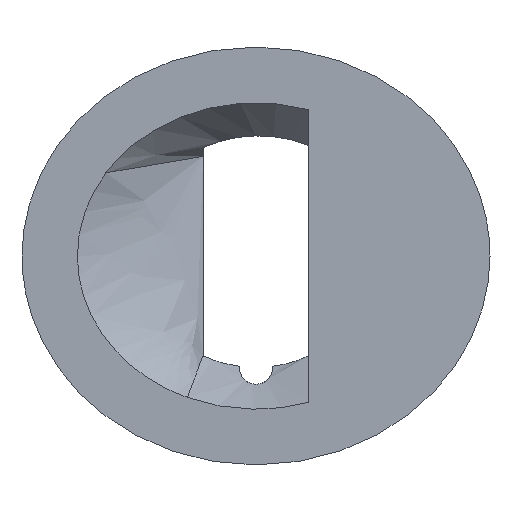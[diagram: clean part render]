
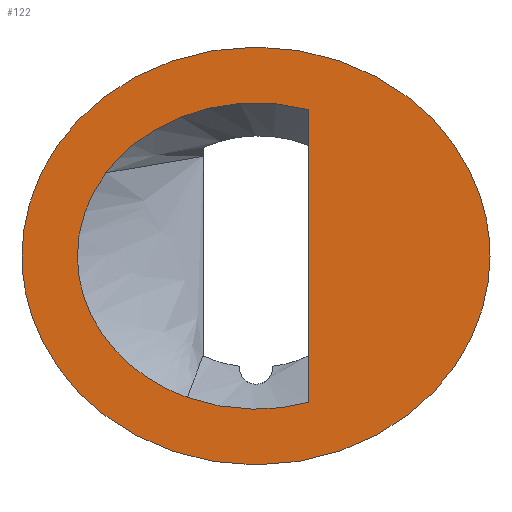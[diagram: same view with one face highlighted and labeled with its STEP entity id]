
A CAD part, front view. The second image highlights one B-rep face of the part: STEP entity #122.
In plain terms, the highlighted planar face has unit normal (0, -1, 0).
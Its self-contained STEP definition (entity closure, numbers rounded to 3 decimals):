
#27 = CARTESIAN_POINT ( 'NONE',  ( 21., 0., 37.5 ) ) ;
#31 = CARTESIAN_POINT ( 'NONE',  ( 21., 0., 0. ) ) ;
#65 = ORIENTED_EDGE ( 'NONE', *, *, #1093, .F. ) ;
#122 = ADVANCED_FACE ( 'NONE', ( #1616, #1192 ), #1042, .F. ) ;
#147 = VERTEX_POINT ( 'NONE', #1687 ) ;
#158 = CARTESIAN_POINT ( 'NONE',  ( -19.313, 0., -0.302 ) ) ;
#168 = CARTESIAN_POINT ( 'NONE',  ( -13.463, 0., 7.464 ) ) ;
#192 = CARTESIAN_POINT ( 'NONE',  ( -16.118, 0., -9.132 ) ) ;
#205 = CARTESIAN_POINT ( 'NONE',  ( -6.17, 0., -12.691 ) ) ;
#240 =( BOUNDED_CURVE ( )  B_SPLINE_CURVE ( 3, ( #1828, #1711, #27, #31 ),
 .UNSPECIFIED., .F., .F. ) 
 B_SPLINE_CURVE_WITH_KNOTS ( ( 4, 4 ),
 ( 3.142, 6.283 ),
 .UNSPECIFIED. ) 
 CURVE ( )  GEOMETRIC_REPRESENTATION_ITEM ( )  RATIONAL_B_SPLINE_CURVE ( ( 1., 0.333, 0.333, 1. ) ) 
 REPRESENTATION_ITEM ( '' )  );
#245 = VERTEX_POINT ( 'NONE', #1173 ) ;
#280 =( BOUNDED_CURVE ( )  B_SPLINE_CURVE ( 3, ( #168, #158, #192, #205 ),
 .UNSPECIFIED., .F., .F. ) 
 B_SPLINE_CURVE_WITH_KNOTS ( ( 4, 4 ),
 ( 5.709, 7.459 ),
 .UNSPECIFIED. ) 
 CURVE ( )  GEOMETRIC_REPRESENTATION_ITEM ( )  RATIONAL_B_SPLINE_CURVE ( ( 1., 0.761, 0.761, 1. ) ) 
 REPRESENTATION_ITEM ( '' )  );
#308 = EDGE_CURVE ( 'NONE', #1957, #1416, #1044, .T. ) ;
#474 = ORIENTED_EDGE ( 'NONE', *, *, #1057, .F. ) ;
#504 = CARTESIAN_POINT ( 'NONE',  ( 21., 0., -37.5 ) ) ;
#509 = CARTESIAN_POINT ( 'NONE',  ( 21., 0., 0. ) ) ;
#526 = CARTESIAN_POINT ( 'NONE',  ( -21., 0., -37.5 ) ) ;
#531 = CARTESIAN_POINT ( 'NONE',  ( -21., 0., 0. ) ) ;
#596 = EDGE_CURVE ( 'NONE', #1405, #1269, #240, .T. ) ;
#612 = CARTESIAN_POINT ( 'NONE',  ( 4.75, 0., 13.133 ) ) ;
#628 = CARTESIAN_POINT ( 'NONE',  ( -2.385, 0., 15.032 ) ) ;
#633 = CARTESIAN_POINT ( 'NONE',  ( -9.408, 0., 12.846 ) ) ;
#643 = EDGE_LOOP ( 'NONE', ( #1401, #1043 ) ) ;
#644 = EDGE_CURVE ( 'NONE', #1269, #1405, #801, .T. ) ;
#645 = CARTESIAN_POINT ( 'NONE',  ( -13.463, 0., 7.464 ) ) ;
#801 =( BOUNDED_CURVE ( )  B_SPLINE_CURVE ( 3, ( #509, #504, #526, #531 ),
 .UNSPECIFIED., .F., .T. ) 
 B_SPLINE_CURVE_WITH_KNOTS ( ( 4, 4 ),
 ( 0., 3.142 ),
 .UNSPECIFIED. ) 
 CURVE ( )  GEOMETRIC_REPRESENTATION_ITEM ( )  RATIONAL_B_SPLINE_CURVE ( ( 1., 0.333, 0.333, 1. ) ) 
 REPRESENTATION_ITEM ( '' )  );
#864 = CARTESIAN_POINT ( 'NONE',  ( 4.75, 0., 0. ) ) ;
#1001 = CARTESIAN_POINT ( 'NONE',  ( 0., 0., 0. ) ) ;
#1042 = PLANE ( 'NONE',  #1244 ) ;
#1043 = ORIENTED_EDGE ( 'NONE', *, *, #644, .F. ) ;
#1044 =( BOUNDED_CURVE ( )  B_SPLINE_CURVE ( 3, ( #1512, #1645, #1640, #1654 ),
 .UNSPECIFIED., .F., .F. ) 
 B_SPLINE_CURVE_WITH_KNOTS ( ( 4, 4 ),
 ( 1.176, 1.872 ),
 .UNSPECIFIED. ) 
 CURVE ( )  GEOMETRIC_REPRESENTATION_ITEM ( )  RATIONAL_B_SPLINE_CURVE ( ( 1., 0.96, 0.96, 1. ) ) 
 REPRESENTATION_ITEM ( '' )  );
#1054 = DIRECTION ( 'NONE',  ( 0., 1., 0. ) ) ;
#1057 = EDGE_CURVE ( 'NONE', #147, #1957, #280, .T. ) ;
#1093 = EDGE_CURVE ( 'NONE', #245, #147, #1528, .T. ) ;
#1130 = DIRECTION ( 'NONE',  ( 0., 0., 1. ) ) ;
#1143 = CARTESIAN_POINT ( 'NONE',  ( 4.75, 0., -13.133 ) ) ;
#1173 = CARTESIAN_POINT ( 'NONE',  ( 4.75, 0., 13.133 ) ) ;
#1192 = FACE_OUTER_BOUND ( 'NONE', #643, .T. ) ;
#1230 = CARTESIAN_POINT ( 'NONE',  ( -21., 0., 0. ) ) ;
#1244 = AXIS2_PLACEMENT_3D ( 'NONE', #1001, #1054, #1130 ) ;
#1269 = VERTEX_POINT ( 'NONE', #1439 ) ;
#1299 = ORIENTED_EDGE ( 'NONE', *, *, #1838, .T. ) ;
#1401 = ORIENTED_EDGE ( 'NONE', *, *, #596, .F. ) ;
#1405 = VERTEX_POINT ( 'NONE', #1230 ) ;
#1416 = VERTEX_POINT ( 'NONE', #1143 ) ;
#1432 = LINE ( 'NONE', #864, #1859 ) ;
#1439 = CARTESIAN_POINT ( 'NONE',  ( 21., 0., 0. ) ) ;
#1512 = CARTESIAN_POINT ( 'NONE',  ( -6.17, 0., -12.691 ) ) ;
#1528 =( BOUNDED_CURVE ( )  B_SPLINE_CURVE ( 3, ( #612, #628, #633, #645 ),
 .UNSPECIFIED., .F., .T. ) 
 B_SPLINE_CURVE_WITH_KNOTS ( ( 4, 4 ),
 ( 4.412, 5.709 ),
 .UNSPECIFIED. ) 
 CURVE ( )  GEOMETRIC_REPRESENTATION_ITEM ( )  RATIONAL_B_SPLINE_CURVE ( ( 1., 0.864, 0.864, 1. ) ) 
 REPRESENTATION_ITEM ( '' )  );
#1616 = FACE_BOUND ( 'NONE', #1814, .T. ) ;
#1640 = CARTESIAN_POINT ( 'NONE',  ( 1.125, 0., -14.098 ) ) ;
#1645 = CARTESIAN_POINT ( 'NONE',  ( -2.667, 0., -13.944 ) ) ;
#1654 = CARTESIAN_POINT ( 'NONE',  ( 4.75, 0., -13.133 ) ) ;
#1687 = CARTESIAN_POINT ( 'NONE',  ( -13.463, 0., 7.464 ) ) ;
#1711 = CARTESIAN_POINT ( 'NONE',  ( -21., 0., 37.5 ) ) ;
#1789 = ORIENTED_EDGE ( 'NONE', *, *, #308, .F. ) ;
#1814 = EDGE_LOOP ( 'NONE', ( #65, #1299, #1789, #474 ) ) ;
#1828 = CARTESIAN_POINT ( 'NONE',  ( -21., 0., 0. ) ) ;
#1838 = EDGE_CURVE ( 'NONE', #245, #1416, #1432, .T. ) ;
#1849 = CARTESIAN_POINT ( 'NONE',  ( -6.17, 0., -12.691 ) ) ;
#1859 = VECTOR ( 'NONE', #1981, 1000. ) ;
#1957 = VERTEX_POINT ( 'NONE', #1849 ) ;
#1981 = DIRECTION ( 'NONE',  ( 0., 0., -1. ) ) ;
